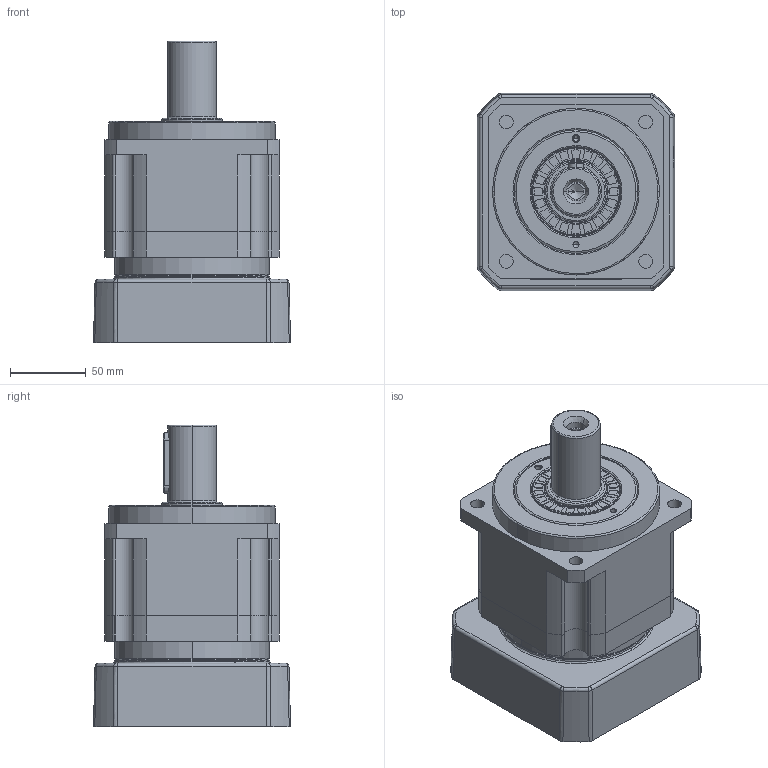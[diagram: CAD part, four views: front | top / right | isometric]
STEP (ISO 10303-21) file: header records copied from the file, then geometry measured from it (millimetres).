
FILE_DESCRIPTION (( 'STEP AP203' ), '1' );
FILE_NAME ('FAB-115D-L1-24-110-145-M8-64.STEP', '2021-05-17T11:40:52', ( '' ), ( '' ), 'SwSTEP 2.0', 'SolidWorks 2014', '' );
FILE_SCHEMA (( 'CONFIG_CONTROL_DESIGN' ));
Length unit declared in the file: millimetre
Products named in the file (15): 输出内齿圈壳体FAB115D_3; M8-16_1_1; す瑩10X40_1_1; 隅弇覃淕杶FAB115D_3; 输入端壳体FAB115D_1; FAB-115D-L1-24-110-145-M8-64; M6-14_4; 蚐猾40x58X5_3; 输入轴锁紧环28x52x14; 踡隅蹟隊M16x12; 镂空输入法兰-110X44.5XM8; 粟菜M6_1; M6-14樓粟菜_1_1; 怀堤俴陎殤FAB115D_1_1; 输入太阳齿轮FAB115D-24.SLDPRT5
Assembly tree (25 placements, depth 2):
  FAB-115D-L1-24-110-145-M8-64
    输出内齿圈壳体FAB115D_3
    输入端壳体FAB115D_1
    怀堤俴陎殤FAB115D_1_1
    隅弇覃淕杶FAB115D_3
    す瑩10X40_1_1
    粟菜M6_1  x4
    M6-14_4  x4
    M6-14樓粟菜_1_1  x6
    M8-16_1_1
    蚐猾40x58X5_3
    镂空输入法兰-110X44.5XM8
    踡隅蹟隊M16x12
    输入太阳齿轮FAB115D-24.SLDPRT5
    输入轴锁紧环28x52x14
Bounding box: 130 x 130 x 199 mm (x, y, z)
Volume: 1475796.1 mm3; surface area: 243754.1 mm2
Topology: 19 solids, 31 shells, 1274 faces, 3013 edges, 1795 vertices
Faces by surface type: bspline 424, plane 352, cylinder 295, cone 191, torus 11, sphere 1
Entity records: 48707 total; most frequent: CARTESIAN_POINT 24711, ORIENTED_EDGE 4905, DIRECTION 4212, EDGE_CURVE 2456, AXIS2_PLACEMENT_3D 1724, VERTEX_POINT 1483, EDGE_LOOP 1186, FACE_OUTER_BOUND 1073
